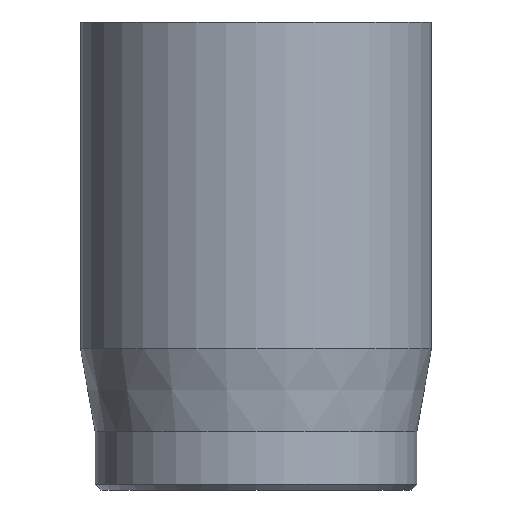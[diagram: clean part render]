
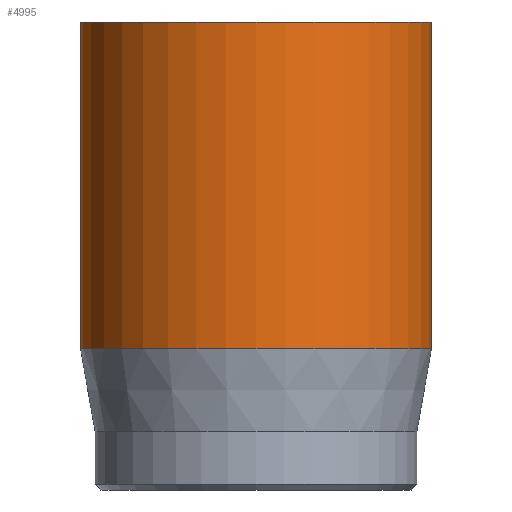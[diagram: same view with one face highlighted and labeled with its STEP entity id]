
A CAD part, front view. The second image highlights one B-rep face of the part: STEP entity #4995.
In plain terms, the highlighted cylindrical face has radius 3 mm (diameter 6 mm), a full revolution.
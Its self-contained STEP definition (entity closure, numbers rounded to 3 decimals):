
#31=CYLINDRICAL_SURFACE('',#5190,3.);
#45=CIRCLE('',#5159,3.);
#57=CIRCLE('',#5188,3.);
#58=CIRCLE('',#5189,3.);
#454=FACE_OUTER_BOUND('',#759,.T.);
#759=EDGE_LOOP('',(#4470,#4471,#4472,#4473,#4474));
#1131=LINE('',#9435,#1514);
#1514=VECTOR('',#5795,3.);
#2320=VERTEX_POINT('',#9382);
#2332=VERTEX_POINT('',#9429);
#2333=VERTEX_POINT('',#9430);
#3032=EDGE_CURVE('',#2320,#2320,#45,.T.);
#3050=EDGE_CURVE('',#2332,#2333,#57,.T.);
#3051=EDGE_CURVE('',#2333,#2332,#58,.T.);
#3053=EDGE_CURVE('',#2320,#2332,#1131,.T.);
#4470=ORIENTED_EDGE('',*,*,#3032,.T.);
#4471=ORIENTED_EDGE('',*,*,#3053,.T.);
#4472=ORIENTED_EDGE('',*,*,#3050,.T.);
#4473=ORIENTED_EDGE('',*,*,#3051,.T.);
#4474=ORIENTED_EDGE('',*,*,#3053,.F.);
#4995=ADVANCED_FACE('',(#454),#31,.T.);
#5159=AXIS2_PLACEMENT_3D('',#9383,#5724,#5725);
#5188=AXIS2_PLACEMENT_3D('',#9431,#5788,#5789);
#5189=AXIS2_PLACEMENT_3D('',#9432,#5790,#5791);
#5190=AXIS2_PLACEMENT_3D('',#9434,#5793,#5794);
#5724=DIRECTION('center_axis',(0.,0.,-1.));
#5725=DIRECTION('ref_axis',(-1.,0.,0.));
#5788=DIRECTION('center_axis',(0.,0.,1.));
#5789=DIRECTION('ref_axis',(-1.,0.,0.));
#5790=DIRECTION('center_axis',(0.,0.,1.));
#5791=DIRECTION('ref_axis',(-1.,0.,0.));
#5793=DIRECTION('center_axis',(0.,0.,1.));
#5794=DIRECTION('ref_axis',(-1.,0.,0.));
#5795=DIRECTION('',(0.,0.,-1.));
#9382=CARTESIAN_POINT('',(3.,0.,8.));
#9383=CARTESIAN_POINT('Origin',(0.,0.,8.));
#9429=CARTESIAN_POINT('',(3.,0.,2.418));
#9430=CARTESIAN_POINT('',(-3.,0.,2.418));
#9431=CARTESIAN_POINT('Origin',(0.,0.,2.418));
#9432=CARTESIAN_POINT('Origin',(0.,0.,2.418));
#9434=CARTESIAN_POINT('Origin',(0.,0.,0.));
#9435=CARTESIAN_POINT('',(3.,0.,0.));
